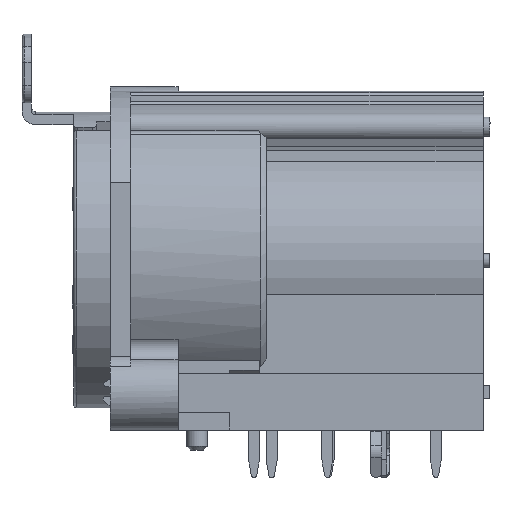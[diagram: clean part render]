
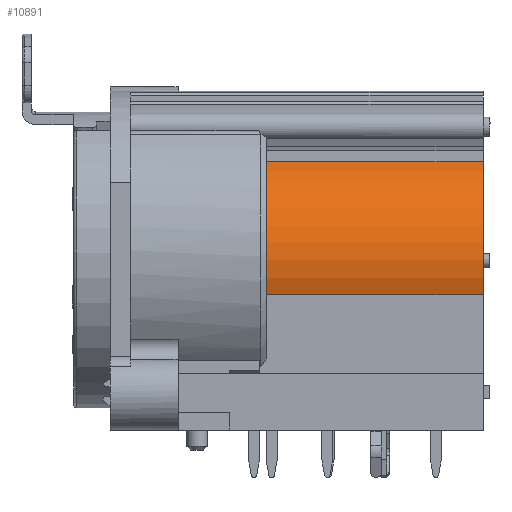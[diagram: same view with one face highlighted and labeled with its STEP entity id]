
A CAD part, left-side view. The second image highlights one B-rep face of the part: STEP entity #10891.
In plain terms, the highlighted cylindrical face has radius 8.004 mm (diameter 16.008 mm), a partial arc.
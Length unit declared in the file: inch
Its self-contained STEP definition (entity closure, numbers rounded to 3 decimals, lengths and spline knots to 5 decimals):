
#428=CYLINDRICAL_SURFACE('',#11547,0.31511);
#558=CIRCLE('',#11548,0.31511);
#559=CIRCLE('',#11549,0.31511);
#839=FACE_OUTER_BOUND('',#1435,.T.);
#1435=EDGE_LOOP('',(#7039,#7040,#7041,#7042));
#2164=LINE('',#15196,#3237);
#2167=LINE('',#15204,#3240);
#3237=VECTOR('',#12539,0.3937);
#3240=VECTOR('',#12546,0.3937);
#4311=VERTEX_POINT('',#15192);
#4313=VERTEX_POINT('',#15195);
#4315=VERTEX_POINT('',#15201);
#4316=VERTEX_POINT('',#15203);
#5373=EDGE_CURVE('',#4313,#4311,#2164,.T.);
#5376=EDGE_CURVE('',#4315,#4311,#558,.T.);
#5377=EDGE_CURVE('',#4316,#4315,#2167,.T.);
#5378=EDGE_CURVE('',#4313,#4316,#559,.T.);
#7039=ORIENTED_EDGE('',*,*,#5376,.F.);
#7040=ORIENTED_EDGE('',*,*,#5377,.F.);
#7041=ORIENTED_EDGE('',*,*,#5378,.F.);
#7042=ORIENTED_EDGE('',*,*,#5373,.T.);
#10891=ADVANCED_FACE('',(#839),#428,.T.);
#11547=AXIS2_PLACEMENT_3D('',#15200,#12542,#12543);
#11548=AXIS2_PLACEMENT_3D('',#15202,#12544,#12545);
#11549=AXIS2_PLACEMENT_3D('',#15205,#12547,#12548);
#12539=DIRECTION('',(0.,1.,0.));
#12542=DIRECTION('center_axis',(0.,1.,0.));
#12543=DIRECTION('ref_axis',(-0.918,0.,0.397));
#12544=DIRECTION('center_axis',(0.,1.,0.));
#12545=DIRECTION('ref_axis',(1.,0.,0.));
#12546=DIRECTION('',(0.,1.,0.));
#12547=DIRECTION('center_axis',(0.,-1.,0.));
#12548=DIRECTION('ref_axis',(1.,0.,0.));
#15192=CARTESIAN_POINT('',(-0.13266,-0.45276,0.77795));
#15195=CARTESIAN_POINT('',(-0.13266,-1.0824,0.77795));
#15196=CARTESIAN_POINT('',(-0.13266,-1.0824,0.77795));
#15200=CARTESIAN_POINT('Origin',(0.,-1.0824,
0.49213));
#15201=CARTESIAN_POINT('',(-0.29915,-0.45276,0.39312));
#15202=CARTESIAN_POINT('Origin',(0.,-0.45276,
0.49213));
#15203=CARTESIAN_POINT('',(-0.29915,-1.0824,0.39312));
#15204=CARTESIAN_POINT('',(-0.29915,-1.0824,0.39312));
#15205=CARTESIAN_POINT('Origin',(0.,-1.0824,
0.49213));
